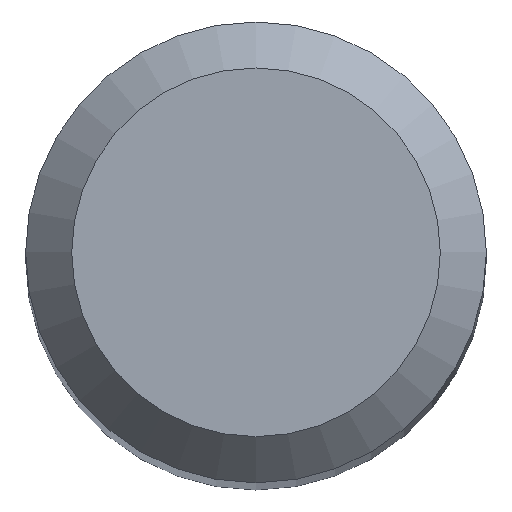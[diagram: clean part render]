
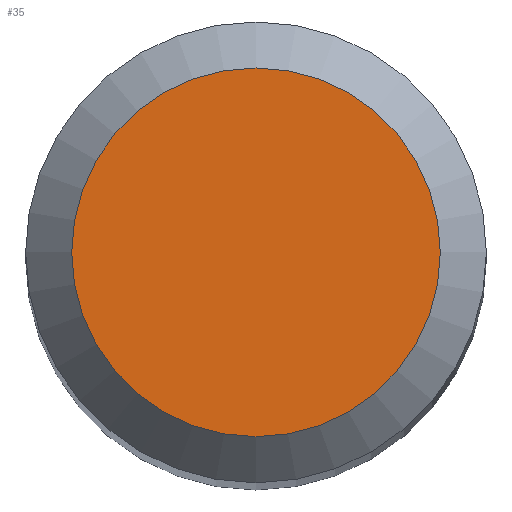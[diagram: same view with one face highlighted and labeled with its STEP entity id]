
A CAD part, top view. The second image highlights one B-rep face of the part: STEP entity #35.
In plain terms, the highlighted planar face has unit normal (0, 0, 1).
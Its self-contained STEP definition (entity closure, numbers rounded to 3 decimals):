
#9 = CARTESIAN_POINT ( 'NONE',  ( 0., 0., 50. ) ) ;
#35 = ADVANCED_FACE ( 'NONE', ( #116 ), #207, .F. ) ;
#66 = EDGE_CURVE ( 'NONE', #173, #173, #163, .T. ) ;
#92 = CARTESIAN_POINT ( 'NONE',  ( 0., 1.2, 50. ) ) ;
#95 = DIRECTION ( 'NONE',  ( 0., 0., -1. ) ) ;
#116 = FACE_OUTER_BOUND ( 'NONE', #180, .T. ) ;
#125 = DIRECTION ( 'NONE',  ( 0., 1., 0. ) ) ;
#163 = CIRCLE ( 'NONE', #185, 1.2 ) ;
#173 = VERTEX_POINT ( 'NONE', #92 ) ;
#180 = EDGE_LOOP ( 'NONE', ( #214 ) ) ;
#183 = DIRECTION ( 'NONE',  ( 0., 1., 0. ) ) ;
#185 = AXIS2_PLACEMENT_3D ( 'NONE', #9, #286, #125 ) ;
#207 = PLANE ( 'NONE',  #240 ) ;
#214 = ORIENTED_EDGE ( 'NONE', *, *, #66, .F. ) ;
#240 = AXIS2_PLACEMENT_3D ( 'NONE', #300, #95, #183 ) ;
#286 = DIRECTION ( 'NONE',  ( 0., 0., -1. ) ) ;
#300 = CARTESIAN_POINT ( 'NONE',  ( 0., 0., 50. ) ) ;
